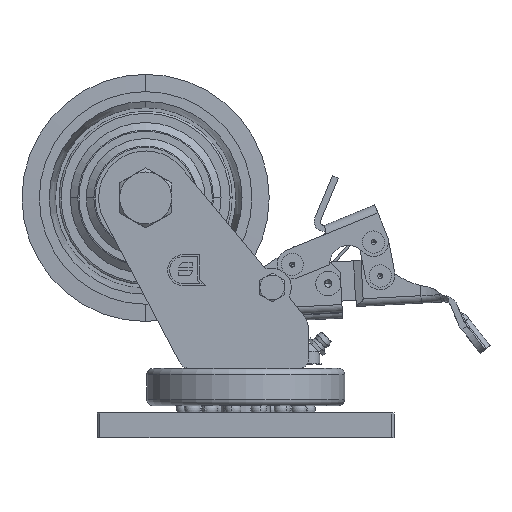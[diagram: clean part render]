
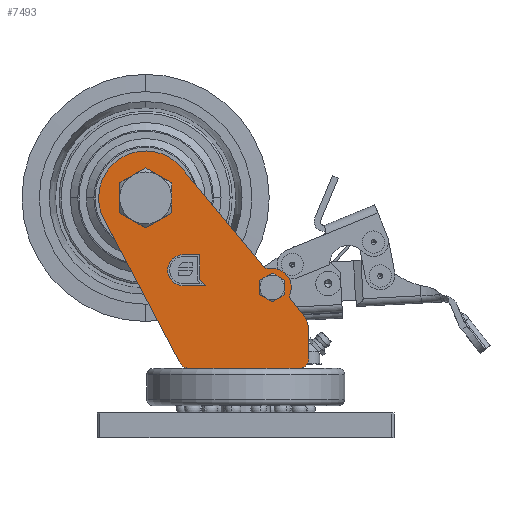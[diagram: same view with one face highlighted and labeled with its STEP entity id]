
A CAD part, left-side view. The second image highlights one B-rep face of the part: STEP entity #7493.
In plain terms, the highlighted planar face has unit normal (-1, 0, 0).
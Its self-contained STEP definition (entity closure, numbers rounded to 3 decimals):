
#6692=DIRECTION('',(0.,-0.637,-0.771));
#6693=VECTOR('',#6692,7.357);
#6694=CARTESIAN_POINT('',(-31.,-18.518,55.443));
#6695=LINE('',#6694,#6693);
#6696=CARTESIAN_POINT('',(-31.,-15.5,43.401));
#6697=DIRECTION('',(1.,0.,0.));
#6698=DIRECTION('',(0.,-0.771,0.637));
#6699=AXIS2_PLACEMENT_3D('',#6696,#6697,#6698);
#6701=DIRECTION('',(0.,0.,-1.));
#6702=VECTOR('',#6701,11.401);
#6703=CARTESIAN_POINT('',(-31.,-25.5,43.401));
#6704=LINE('',#6703,#6702);
#6705=CARTESIAN_POINT('',(-31.,-21.5,32.));
#6706=DIRECTION('',(1.,0.,0.));
#6707=DIRECTION('',(0.,-1.,0.));
#6708=AXIS2_PLACEMENT_3D('',#6705,#6706,#6707);
#6710=DIRECTION('',(0.,1.,0.));
#6711=VECTOR('',#6710,43.988);
#6712=CARTESIAN_POINT('',(-31.,-21.5,28.));
#6713=LINE('',#6712,#6711);
#6714=CARTESIAN_POINT('',(-31.,22.488,33.));
#6715=DIRECTION('',(1.,0.,0.));
#6716=DIRECTION('',(0.,0.,-1.));
#6717=AXIS2_PLACEMENT_3D('',#6714,#6715,#6716);
#6719=DIRECTION('',(0.,0.468,0.884));
#6720=VECTOR('',#6719,64.996);
#6721=CARTESIAN_POINT('',(-31.,26.908,30.662));
#6722=LINE('',#6721,#6720);
#6723=CARTESIAN_POINT('',(-31.,40.5,97.));
#6724=DIRECTION('',(1.,0.,0.));
#6725=DIRECTION('',(0.,0.884,-0.468));
#6726=AXIS2_PLACEMENT_3D('',#6723,#6724,#6725);
#6728=DIRECTION('',(0.,-0.637,-0.771));
#6729=VECTOR('',#6728,51.415);
#6730=CARTESIAN_POINT('',(-31.,25.858,109.108));
#6731=LINE('',#6730,#6729);
#6786=CARTESIAN_POINT('',(-31.,-10.7,60.8));
#6787=DIRECTION('',(-1.,0.,0.));
#6788=DIRECTION('',(0.,-0.306,0.952));
#6789=AXIS2_PLACEMENT_3D('',#6786,#6787,#6788);
#6791=CARTESIAN_POINT('',(-31.,-10.7,60.8));
#6792=DIRECTION('',(-1.,0.,0.));
#6793=DIRECTION('',(0.,-0.993,0.122));
#6794=AXIS2_PLACEMENT_3D('',#6791,#6792,#6793);
#6796=CARTESIAN_POINT('',(-31.,25.284,67.748));
#6797=DIRECTION('',(-1.,0.,0.));
#6798=DIRECTION('',(0.,0.077,0.997));
#6799=AXIS2_PLACEMENT_3D('',#6796,#6797,#6798);
#6801=DIRECTION('',(0.,-1.,0.));
#6802=VECTOR('',#6801,9.487);
#6803=CARTESIAN_POINT('',(-31.,25.769,61.5));
#6804=LINE('',#6803,#6802);
#6805=DIRECTION('',(0.,0.669,0.743));
#6806=VECTOR('',#6805,3.466);
#6807=CARTESIAN_POINT('',(-31.,16.282,61.5));
#6808=LINE('',#6807,#6806);
#6809=DIRECTION('',(0.,0.,1.));
#6810=VECTOR('',#6809,9.92);
#6811=CARTESIAN_POINT('',(-31.,18.6,64.076));
#6812=LINE('',#6811,#6810);
#6813=DIRECTION('',(0.,1.,0.));
#6814=VECTOR('',#6813,7.169);
#6815=CARTESIAN_POINT('',(-31.,18.6,73.996));
#6816=LINE('',#6815,#6814);
#6817=CARTESIAN_POINT('',(-31.,40.5,97.));
#6818=DIRECTION('',(-1.,0.,0.));
#6819=DIRECTION('',(0.,-1.,0.));
#6820=AXIS2_PLACEMENT_3D('',#6817,#6818,#6819);
#6822=CARTESIAN_POINT('',(-31.,40.5,97.));
#6823=DIRECTION('',(-1.,0.,0.));
#6824=DIRECTION('',(0.,1.,0.));
#6825=AXIS2_PLACEMENT_3D('',#6822,#6823,#6824);
#7015=CARTESIAN_POINT('',(-31.,-10.7,60.8));
#7016=DIRECTION('',(-1.,0.,0.));
#7017=DIRECTION('',(0.,-0.947,-0.322));
#7018=AXIS2_PLACEMENT_3D('',#7015,#7016,#7017);
#7025=CARTESIAN_POINT('',(-31.,-9.219,71.397));
#7026=DIRECTION('',(1.,0.,0.));
#7027=DIRECTION('',(0.,-0.138,-0.99));
#7028=AXIS2_PLACEMENT_3D('',#7025,#7026,#7027);
#7030=CARTESIAN_POINT('',(-31.,-20.83,57.355));
#7031=DIRECTION('',(1.,0.,0.));
#7032=DIRECTION('',(0.,0.771,-0.637));
#7033=AXIS2_PLACEMENT_3D('',#7030,#7031,#7032);
#7238=CARTESIAN_POINT('',(-31.,33.,97.));
#7239=CARTESIAN_POINT('',(-31.,48.,97.));
#7240=VERTEX_POINT('',#7238);
#7241=VERTEX_POINT('',#7239);
#7242=CARTESIAN_POINT('',(-31.,57.296,88.117));
#7243=CARTESIAN_POINT('',(-31.,25.858,109.108));
#7244=VERTEX_POINT('',#7242);
#7245=VERTEX_POINT('',#7243);
#7246=CARTESIAN_POINT('',(-31.,26.908,30.662));
#7247=VERTEX_POINT('',#7246);
#7248=CARTESIAN_POINT('',(-31.,22.488,28.));
#7249=VERTEX_POINT('',#7248);
#7250=CARTESIAN_POINT('',(-31.,-21.5,28.));
#7251=VERTEX_POINT('',#7250);
#7252=CARTESIAN_POINT('',(-31.,-25.5,32.));
#7253=VERTEX_POINT('',#7252);
#7254=CARTESIAN_POINT('',(-31.,-25.5,43.401));
#7255=VERTEX_POINT('',#7254);
#7256=CARTESIAN_POINT('',(-31.,-23.207,49.774));
#7257=VERTEX_POINT('',#7256);
#7314=CARTESIAN_POINT('',(-31.,25.769,73.996));
#7315=CARTESIAN_POINT('',(-31.,25.769,61.5));
#7316=VERTEX_POINT('',#7314);
#7317=VERTEX_POINT('',#7315);
#7318=CARTESIAN_POINT('',(-31.,16.282,61.5));
#7319=VERTEX_POINT('',#7318);
#7320=CARTESIAN_POINT('',(-31.,18.6,64.076));
#7321=VERTEX_POINT('',#7320);
#7322=CARTESIAN_POINT('',(-31.,18.6,73.996));
#7323=VERTEX_POINT('',#7322);
#7354=CARTESIAN_POINT('',(-31.,-13.777,61.177));
#7355=CARTESIAN_POINT('',(-31.,-11.648,63.751));
#7356=VERTEX_POINT('',#7354);
#7357=VERTEX_POINT('',#7355);
#7359=CARTESIAN_POINT('',(-31.,-6.907,69.485));
#7361=VERTEX_POINT('',#7359);
#7363=CARTESIAN_POINT('',(-31.,-9.634,68.426));
#7365=VERTEX_POINT('',#7363);
#7366=CARTESIAN_POINT('',(-31.,-18.518,55.443));
#7368=VERTEX_POINT('',#7366);
#7370=CARTESIAN_POINT('',(-31.,-17.99,58.321));
#7372=VERTEX_POINT('',#7370);
#7438=CARTESIAN_POINT('',(-31.,0.494,28.));
#7439=DIRECTION('',(-1.,0.,0.));
#7440=DIRECTION('',(0.,1.,0.));
#7441=AXIS2_PLACEMENT_3D('',#7438,#7439,#7440);
#7442=PLANE('',#7441);
#7444=ORIENTED_EDGE('',*,*,#7443,.F.);
#7446=ORIENTED_EDGE('',*,*,#7445,.F.);
#7448=ORIENTED_EDGE('',*,*,#7447,.T.);
#7450=ORIENTED_EDGE('',*,*,#7449,.T.);
#7452=ORIENTED_EDGE('',*,*,#7451,.T.);
#7454=ORIENTED_EDGE('',*,*,#7453,.T.);
#7456=ORIENTED_EDGE('',*,*,#7455,.T.);
#7458=ORIENTED_EDGE('',*,*,#7457,.T.);
#7460=ORIENTED_EDGE('',*,*,#7459,.T.);
#7462=ORIENTED_EDGE('',*,*,#7461,.T.);
#7464=ORIENTED_EDGE('',*,*,#7463,.T.);
#7466=ORIENTED_EDGE('',*,*,#7465,.F.);
#7467=EDGE_LOOP('',(#7444,#7446,#7448,#7450,#7452,#7454,#7456,#7458,#7460,#7462,
#7464,#7466));
#7468=FACE_OUTER_BOUND('',#7467,.F.);
#7470=ORIENTED_EDGE('',*,*,#7469,.T.);
#7472=ORIENTED_EDGE('',*,*,#7471,.T.);
#7473=EDGE_LOOP('',(#7470,#7472));
#7474=FACE_BOUND('',#7473,.F.);
#7476=ORIENTED_EDGE('',*,*,#7475,.T.);
#7478=ORIENTED_EDGE('',*,*,#7477,.T.);
#7480=ORIENTED_EDGE('',*,*,#7479,.T.);
#7482=ORIENTED_EDGE('',*,*,#7481,.T.);
#7484=ORIENTED_EDGE('',*,*,#7483,.T.);
#7485=EDGE_LOOP('',(#7476,#7478,#7480,#7482,#7484));
#7486=FACE_BOUND('',#7485,.F.);
#7488=ORIENTED_EDGE('',*,*,#7487,.T.);
#7490=ORIENTED_EDGE('',*,*,#7489,.T.);
#7491=EDGE_LOOP('',(#7488,#7490));
#7492=FACE_BOUND('',#7491,.F.);
#7493=ADVANCED_FACE('',(#7468,#7474,#7486,#7492),#7442,.T.);
#6700=CIRCLE('',#6699,10.);
#6709=CIRCLE('',#6708,4.);
#6718=CIRCLE('',#6717,5.);
#6727=CIRCLE('',#6726,19.);
#6790=CIRCLE('',#6789,3.1);
#6795=CIRCLE('',#6794,3.1);
#6800=CIRCLE('',#6799,6.267);
#6821=CIRCLE('',#6820,7.5);
#6826=CIRCLE('',#6825,7.5);
#7019=CIRCLE('',#7018,7.7);
#7029=CIRCLE('',#7028,3.);
#7034=CIRCLE('',#7033,3.);
#7443=EDGE_CURVE('',#7372,#7365,#7019,.T.);
#7445=EDGE_CURVE('',#7368,#7372,#7034,.T.);
#7447=EDGE_CURVE('',#7368,#7257,#6695,.T.);
#7449=EDGE_CURVE('',#7257,#7255,#6700,.T.);
#7451=EDGE_CURVE('',#7255,#7253,#6704,.T.);
#7453=EDGE_CURVE('',#7253,#7251,#6709,.T.);
#7455=EDGE_CURVE('',#7251,#7249,#6713,.T.);
#7457=EDGE_CURVE('',#7249,#7247,#6718,.T.);
#7459=EDGE_CURVE('',#7247,#7244,#6722,.T.);
#7461=EDGE_CURVE('',#7244,#7245,#6727,.T.);
#7463=EDGE_CURVE('',#7245,#7361,#6731,.T.);
#7465=EDGE_CURVE('',#7365,#7361,#7029,.T.);
#7469=EDGE_CURVE('',#7357,#7356,#6790,.T.);
#7471=EDGE_CURVE('',#7356,#7357,#6795,.T.);
#7475=EDGE_CURVE('',#7316,#7317,#6800,.T.);
#7477=EDGE_CURVE('',#7317,#7319,#6804,.T.);
#7479=EDGE_CURVE('',#7319,#7321,#6808,.T.);
#7481=EDGE_CURVE('',#7321,#7323,#6812,.T.);
#7483=EDGE_CURVE('',#7323,#7316,#6816,.T.);
#7487=EDGE_CURVE('',#7240,#7241,#6821,.T.);
#7489=EDGE_CURVE('',#7241,#7240,#6826,.T.);
